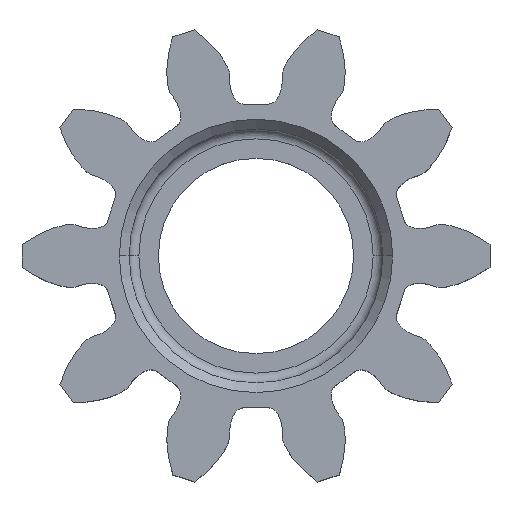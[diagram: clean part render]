
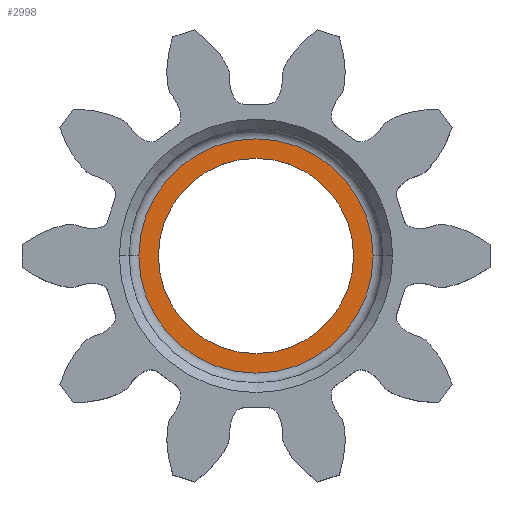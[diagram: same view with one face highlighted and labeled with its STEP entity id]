
A CAD part, top view. The second image highlights one B-rep face of the part: STEP entity #2998.
In plain terms, the highlighted planar face has unit normal (0, 0, 1).
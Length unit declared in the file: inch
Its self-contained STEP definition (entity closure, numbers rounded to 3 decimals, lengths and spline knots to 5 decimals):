
#23 = DIRECTION ( 'NONE',  ( 1., 0., 0. ) ) ;
#149 = EDGE_LOOP ( 'NONE', ( #331, #736 ) ) ;
#162 = CARTESIAN_POINT ( 'NONE',  ( 0.47244, 0., 0.03937 ) ) ;
#164 = DIRECTION ( 'NONE',  ( -1., 0., 0. ) ) ;
#231 = FACE_OUTER_BOUND ( 'NONE', #2802, .T. ) ;
#331 = ORIENTED_EDGE ( 'NONE', *, *, #1011, .F. ) ;
#340 = DIRECTION ( 'NONE',  ( 0., 0., 1. ) ) ;
#384 = AXIS2_PLACEMENT_3D ( 'NONE', #459, #824, #164 ) ;
#391 = VERTEX_POINT ( 'NONE', #4385 ) ;
#459 = CARTESIAN_POINT ( 'NONE',  ( 0., 0., 0.03937 ) ) ;
#580 = VERTEX_POINT ( 'NONE', #3047 ) ;
#648 = DIRECTION ( 'NONE',  ( 0., 0., -1. ) ) ;
#736 = ORIENTED_EDGE ( 'NONE', *, *, #2911, .F. ) ;
#824 = DIRECTION ( 'NONE',  ( 0., 0., 1. ) ) ;
#947 = VERTEX_POINT ( 'NONE', #162 ) ;
#968 = DIRECTION ( 'NONE',  ( 1., 0., 0. ) ) ;
#996 = CIRCLE ( 'NONE', #384, 0.47244 ) ;
#1011 = EDGE_CURVE ( 'NONE', #391, #4262, #4443, .T. ) ;
#1263 = EDGE_CURVE ( 'NONE', #947, #580, #2593, .T. ) ;
#1355 = PLANE ( 'NONE',  #2183 ) ;
#1413 = DIRECTION ( 'NONE',  ( -1., 0., 0. ) ) ;
#1715 = CARTESIAN_POINT ( 'NONE',  ( 0.51181, 0., 0.03937 ) ) ;
#2086 = CARTESIAN_POINT ( 'NONE',  ( 0., 0., 0.03937 ) ) ;
#2117 = DIRECTION ( 'NONE',  ( 0., 0., 1. ) ) ;
#2183 = AXIS2_PLACEMENT_3D ( 'NONE', #1715, #648, #1413 ) ;
#2196 = CIRCLE ( 'NONE', #4301, 0.3937 ) ;
#2333 = CARTESIAN_POINT ( 'NONE',  ( 0., 0., 0.03937 ) ) ;
#2359 = FACE_BOUND ( 'NONE', #149, .T. ) ;
#2453 = EDGE_CURVE ( 'NONE', #580, #947, #996, .T. ) ;
#2521 = AXIS2_PLACEMENT_3D ( 'NONE', #3115, #2117, #23 ) ;
#2593 = CIRCLE ( 'NONE', #2709, 0.47244 ) ;
#2654 = ORIENTED_EDGE ( 'NONE', *, *, #1263, .T. ) ;
#2709 = AXIS2_PLACEMENT_3D ( 'NONE', #2086, #340, #2792 ) ;
#2792 = DIRECTION ( 'NONE',  ( -1., 0., 0. ) ) ;
#2802 = EDGE_LOOP ( 'NONE', ( #3928, #2654 ) ) ;
#2911 = EDGE_CURVE ( 'NONE', #4262, #391, #2196, .T. ) ;
#2998 = ADVANCED_FACE ( 'NONE', ( #231, #2359 ), #1355, .F. ) ;
#3047 = CARTESIAN_POINT ( 'NONE',  ( -0.47244, 0., 0.03937 ) ) ;
#3115 = CARTESIAN_POINT ( 'NONE',  ( 0., 0., 0.03937 ) ) ;
#3436 = DIRECTION ( 'NONE',  ( 0., 0., 1. ) ) ;
#3928 = ORIENTED_EDGE ( 'NONE', *, *, #2453, .T. ) ;
#3933 = CARTESIAN_POINT ( 'NONE',  ( -0.3937, 0., 0.03937 ) ) ;
#4262 = VERTEX_POINT ( 'NONE', #3933 ) ;
#4301 = AXIS2_PLACEMENT_3D ( 'NONE', #2333, #3436, #968 ) ;
#4385 = CARTESIAN_POINT ( 'NONE',  ( 0.3937, 0., 0.03937 ) ) ;
#4443 = CIRCLE ( 'NONE', #2521, 0.3937 ) ;
